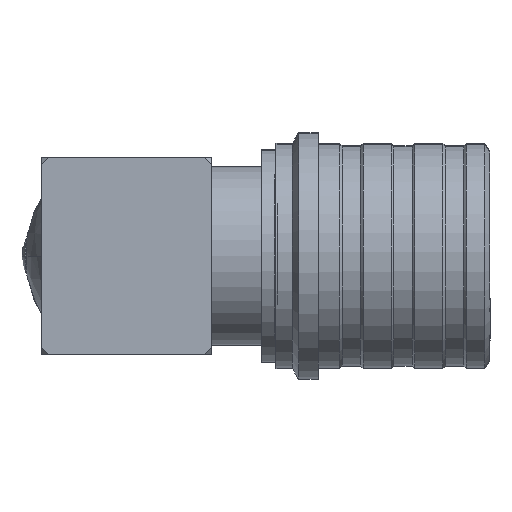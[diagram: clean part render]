
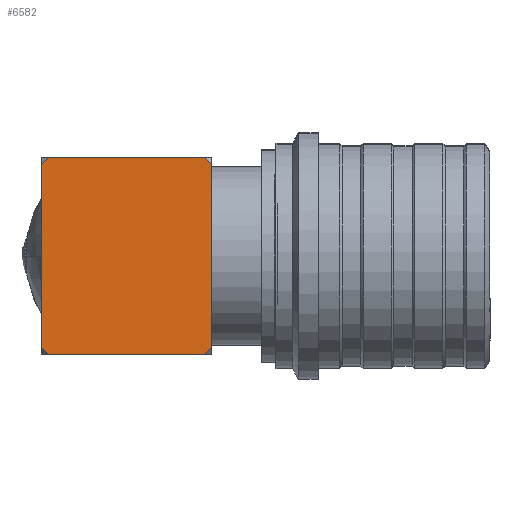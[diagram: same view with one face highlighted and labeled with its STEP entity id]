
A CAD part, left-side view. The second image highlights one B-rep face of the part: STEP entity #6582.
In plain terms, the highlighted face is planar.
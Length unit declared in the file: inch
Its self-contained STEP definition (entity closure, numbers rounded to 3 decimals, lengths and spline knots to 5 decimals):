
#128 = CARTESIAN_POINT ( 'NONE',  ( 0., 0.16535, 0.15354 ) ) ;
#379 = VERTEX_POINT ( 'NONE', #6185 ) ;
#461 = VECTOR ( 'NONE', #905, 39.37008 ) ;
#528 = ORIENTED_EDGE ( 'NONE', *, *, #1806, .F. ) ;
#571 = VERTEX_POINT ( 'NONE', #3803 ) ;
#583 = ORIENTED_EDGE ( 'NONE', *, *, #6340, .T. ) ;
#738 = CARTESIAN_POINT ( 'NONE',  ( 0.28346, 0.16535, 0.16535 ) ) ;
#762 = VECTOR ( 'NONE', #4005, 39.37008 ) ;
#905 = DIRECTION ( 'NONE',  ( 0., 0., -1. ) ) ;
#927 = DIRECTION ( 'NONE',  ( -1., 0., 0. ) ) ;
#1218 = LINE ( 'NONE', #3968, #762 ) ;
#1242 = VECTOR ( 'NONE', #1598, 39.37008 ) ;
#1289 = CARTESIAN_POINT ( 'NONE',  ( 0.27165, 0.16535, -0.16535 ) ) ;
#1561 = CARTESIAN_POINT ( 'NONE',  ( 0.28346, 0.16535, -0.16535 ) ) ;
#1598 = DIRECTION ( 'NONE',  ( 0.707, 0., 0.707 ) ) ;
#1733 = VECTOR ( 'NONE', #2881, 39.37008 ) ;
#1804 = VECTOR ( 'NONE', #3417, 39.37008 ) ;
#1806 = EDGE_CURVE ( 'NONE', #5307, #4351, #5119, .T. ) ;
#1930 = VERTEX_POINT ( 'NONE', #128 ) ;
#2115 = LINE ( 'NONE', #5032, #1242 ) ;
#2158 = ORIENTED_EDGE ( 'NONE', *, *, #5225, .F. ) ;
#2407 = EDGE_CURVE ( 'NONE', #3679, #379, #7132, .T. ) ;
#2637 = CARTESIAN_POINT ( 'NONE',  ( 0.28346, 0.16535, -0.16535 ) ) ;
#2793 = LINE ( 'NONE', #4467, #3505 ) ;
#2795 = VECTOR ( 'NONE', #7158, 39.37008 ) ;
#2881 = DIRECTION ( 'NONE',  ( -0.707, 0., 0.707 ) ) ;
#2960 = PLANE ( 'NONE',  #3364 ) ;
#3230 = LINE ( 'NONE', #1561, #461 ) ;
#3364 = AXIS2_PLACEMENT_3D ( 'NONE', #5275, #4740, #7059 ) ;
#3417 = DIRECTION ( 'NONE',  ( 0.707, 0., -0.707 ) ) ;
#3486 = LINE ( 'NONE', #7363, #1804 ) ;
#3505 = VECTOR ( 'NONE', #7245, 39.37008 ) ;
#3679 = VERTEX_POINT ( 'NONE', #1289 ) ;
#3739 = ORIENTED_EDGE ( 'NONE', *, *, #4146, .F. ) ;
#3803 = CARTESIAN_POINT ( 'NONE',  ( 0.01181, 0.16535, 0.16535 ) ) ;
#3968 = CARTESIAN_POINT ( 'NONE',  ( 0., 0.16535, -0.16535 ) ) ;
#3982 = CARTESIAN_POINT ( 'NONE',  ( 0.44291, 0.16535, -0.00591 ) ) ;
#4005 = DIRECTION ( 'NONE',  ( 0., 0., -1. ) ) ;
#4146 = EDGE_CURVE ( 'NONE', #5549, #379, #3486, .T. ) ;
#4257 = EDGE_CURVE ( 'NONE', #1930, #5549, #1218, .T. ) ;
#4270 = CARTESIAN_POINT ( 'NONE',  ( 0., 0.16535, -0.15354 ) ) ;
#4351 = VERTEX_POINT ( 'NONE', #6271 ) ;
#4467 = CARTESIAN_POINT ( 'NONE',  ( -0.01772, 0.16535, 0.13583 ) ) ;
#4618 = ORIENTED_EDGE ( 'NONE', *, *, #5824, .F. ) ;
#4740 = DIRECTION ( 'NONE',  ( 0., 1., 0. ) ) ;
#5032 = CARTESIAN_POINT ( 'NONE',  ( 0.27756, 0.16535, -0.15945 ) ) ;
#5119 = LINE ( 'NONE', #3982, #1733 ) ;
#5225 = EDGE_CURVE ( 'NONE', #571, #1930, #2793, .T. ) ;
#5275 = CARTESIAN_POINT ( 'NONE',  ( 0.28346, 0.16535, -0.16535 ) ) ;
#5307 = VERTEX_POINT ( 'NONE', #6117 ) ;
#5317 = EDGE_CURVE ( 'NONE', #3679, #6946, #2115, .T. ) ;
#5425 = CARTESIAN_POINT ( 'NONE',  ( 0.28346, 0.16535, -0.15354 ) ) ;
#5480 = VECTOR ( 'NONE', #927, 39.37008 ) ;
#5529 = ORIENTED_EDGE ( 'NONE', *, *, #4257, .F. ) ;
#5549 = VERTEX_POINT ( 'NONE', #4270 ) ;
#5658 = ORIENTED_EDGE ( 'NONE', *, *, #5317, .F. ) ;
#5824 = EDGE_CURVE ( 'NONE', #4351, #571, #6493, .T. ) ;
#5864 = ORIENTED_EDGE ( 'NONE', *, *, #2407, .T. ) ;
#6117 = CARTESIAN_POINT ( 'NONE',  ( 0.28346, 0.16535, 0.15354 ) ) ;
#6185 = CARTESIAN_POINT ( 'NONE',  ( 0.01181, 0.16535, -0.16535 ) ) ;
#6271 = CARTESIAN_POINT ( 'NONE',  ( 0.27165, 0.16535, 0.16535 ) ) ;
#6279 = EDGE_LOOP ( 'NONE', ( #528, #583, #5658, #5864, #3739, #5529, #2158, #4618 ) ) ;
#6340 = EDGE_CURVE ( 'NONE', #5307, #6946, #3230, .T. ) ;
#6493 = LINE ( 'NONE', #738, #2795 ) ;
#6582 = ADVANCED_FACE ( 'NONE', ( #6948 ), #2960, .T. ) ;
#6946 = VERTEX_POINT ( 'NONE', #5425 ) ;
#6948 = FACE_OUTER_BOUND ( 'NONE', #6279, .T. ) ;
#7059 = DIRECTION ( 'NONE',  ( 1., 0., 0. ) ) ;
#7132 = LINE ( 'NONE', #2637, #5480 ) ;
#7158 = DIRECTION ( 'NONE',  ( -1., 0., 0. ) ) ;
#7245 = DIRECTION ( 'NONE',  ( -0.707, 0., -0.707 ) ) ;
#7363 = CARTESIAN_POINT ( 'NONE',  ( 0.14764, 0.16535, -0.30118 ) ) ;
